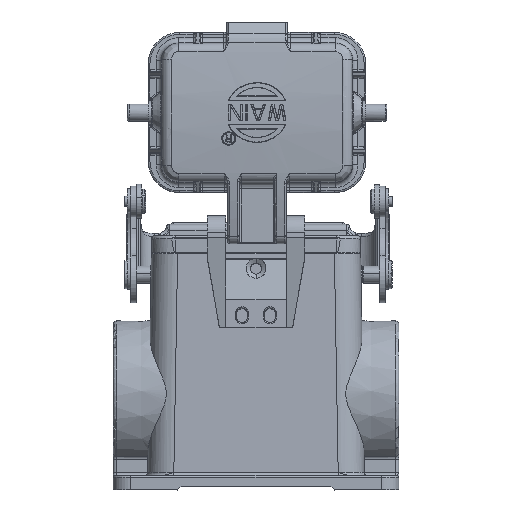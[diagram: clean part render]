
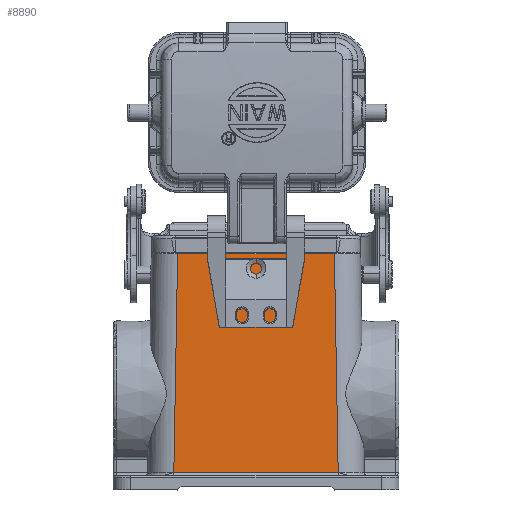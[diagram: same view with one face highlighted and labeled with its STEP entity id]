
A CAD part, top view. The second image highlights one B-rep face of the part: STEP entity #8890.
In plain terms, the highlighted free-form (B-spline) face has degree [3, 3] with [4, 4] control points.
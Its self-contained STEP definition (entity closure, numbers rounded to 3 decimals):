
#78=B_SPLINE_SURFACE_WITH_KNOTS('',3,3,((#65463,#65464,#65465,#65466),(#65467,
#65468,#65469,#65470),(#65471,#65472,#65473,#65474),(#65475,#65476,#65477,
#65478)),.UNSPECIFIED.,.F.,.F.,.F.,(4,4),(4,4),(0.,1.),(0.,1.),
 .UNSPECIFIED.);
#5216=LINE('',#65453,#7059);
#5217=LINE('',#65456,#7060);
#5218=LINE('',#65458,#7061);
#5219=LINE('',#65460,#7062);
#5220=LINE('',#65462,#7063);
#7059=VECTOR('',#41552,1.);
#7060=VECTOR('',#41553,1.);
#7061=VECTOR('',#41554,1.);
#7062=VECTOR('',#41555,1.);
#7063=VECTOR('',#41556,1.);
#8890=ADVANCED_FACE('',(#11307),#78,.T.);
#11307=FACE_OUTER_BOUND('',#13265,.T.);
#13265=EDGE_LOOP('',(#22575,#22576,#22577,#22578,#22579));
#22575=ORIENTED_EDGE('',*,*,#30333,.T.);
#22576=ORIENTED_EDGE('',*,*,#30334,.T.);
#22577=ORIENTED_EDGE('',*,*,#30335,.T.);
#22578=ORIENTED_EDGE('',*,*,#30336,.T.);
#22579=ORIENTED_EDGE('',*,*,#30337,.T.);
#25605=VERTEX_POINT('',#65454);
#25606=VERTEX_POINT('',#65455);
#25607=VERTEX_POINT('',#65457);
#25608=VERTEX_POINT('',#65459);
#25609=VERTEX_POINT('',#65461);
#30333=EDGE_CURVE('',#25605,#25606,#5216,.T.);
#30334=EDGE_CURVE('',#25606,#25607,#5217,.T.);
#30335=EDGE_CURVE('',#25607,#25608,#5218,.T.);
#30336=EDGE_CURVE('',#25608,#25609,#5219,.T.);
#30337=EDGE_CURVE('',#25609,#25605,#5220,.T.);
#41552=DIRECTION('',(-1.,0.,0.));
#41553=DIRECTION('',(-0.017,-1.,0.017));
#41554=DIRECTION('',(1.,0.,0.));
#41555=DIRECTION('',(-0.017,1.,-0.017));
#41556=DIRECTION('',(-1.,0.,0.));
#65453=CARTESIAN_POINT('',(0.,67.707,21.505));
#65454=CARTESIAN_POINT('',(0.,67.707,21.505));
#65455=CARTESIAN_POINT('',(-22.506,67.707,21.505));
#65456=CARTESIAN_POINT('',(-22.506,67.707,21.505));
#65457=CARTESIAN_POINT('',(-23.601,4.983,22.6));
#65458=CARTESIAN_POINT('',(-23.601,4.983,22.6));
#65459=CARTESIAN_POINT('',(23.602,4.981,22.6));
#65460=CARTESIAN_POINT('',(23.602,4.981,22.6));
#65461=CARTESIAN_POINT('',(22.506,67.707,21.505));
#65462=CARTESIAN_POINT('',(22.506,67.707,21.505));
#65463=CARTESIAN_POINT('',(-7.948,94.344,21.04));
#65464=CARTESIAN_POINT('',(14.109,78.521,21.316));
#65465=CARTESIAN_POINT('',(36.165,62.699,21.593));
#65466=CARTESIAN_POINT('',(58.222,46.876,21.869));
#65467=CARTESIAN_POINT('',(-24.588,71.155,21.445));
#65468=CARTESIAN_POINT('',(-2.532,55.332,21.721));
#65469=CARTESIAN_POINT('',(19.525,39.509,21.997));
#65470=CARTESIAN_POINT('',(41.581,23.686,22.273));
#65471=CARTESIAN_POINT('',(-41.229,47.966,21.85));
#65472=CARTESIAN_POINT('',(-19.173,32.143,22.126));
#65473=CARTESIAN_POINT('',(2.884,16.32,22.402));
#65474=CARTESIAN_POINT('',(24.94,0.497,22.678));
#65475=CARTESIAN_POINT('',(-57.87,24.776,22.254));
#65476=CARTESIAN_POINT('',(-35.813,8.953,22.531));
#65477=CARTESIAN_POINT('',(-13.757,-6.87,22.807));
#65478=CARTESIAN_POINT('',(8.3,-22.693,23.083));
